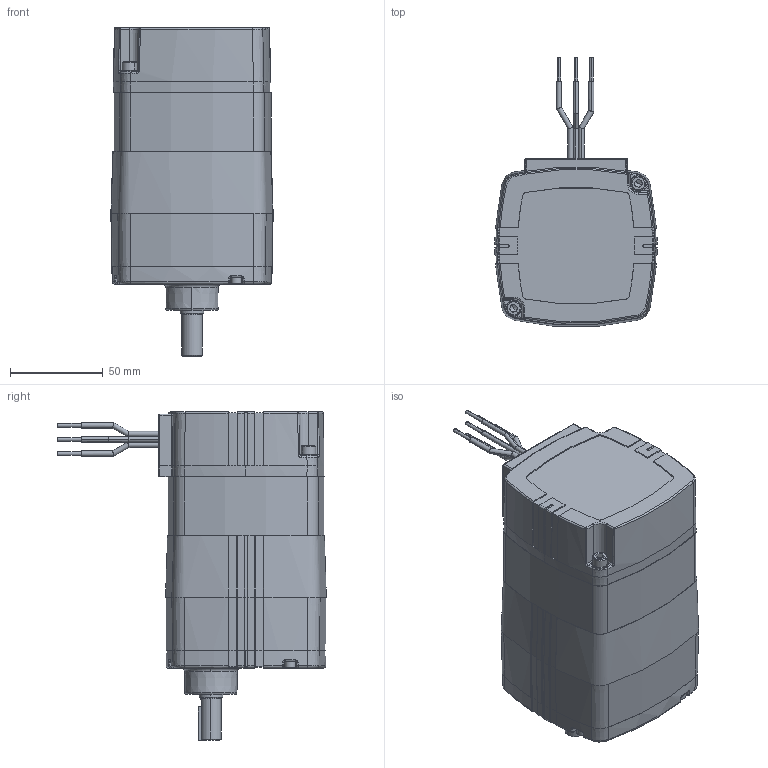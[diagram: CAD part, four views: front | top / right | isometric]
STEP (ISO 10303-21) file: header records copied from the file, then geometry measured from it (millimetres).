
FILE_DESCRIPTION (( 'STEP AP203' ), '1' );
FILE_NAME ('INFM0349.STEP', '2013-07-02T12:17:12', ( 'Admin' ), ( 'Bodine Electric Company' ), 'SwSTEP 2.0', 'SolidWorks 2012', '' );
FILE_SCHEMA (( 'CONFIG_CONTROL_DESIGN' ));
Length unit declared in the file: inch
Products named in the file (10): INFM0349; 516AA004_51600014; 118AZ007_118AZ007; 541AA015_54100154; 541aa029_54100145; 328AZ026_328AZ026; 546aa005_54600002; 238AZ009_238AZ009; 332AZ018_332AZ018; 342AZ015_342AZ015
Assembly tree (14 placements, depth 2):
  INFM0349
    342AZ015_342AZ015
    332AZ018_332AZ018
    238AZ009_238AZ009
    546aa005_54600002
    328AZ026_328AZ026
    541aa029_54100145  x4
    541AA015_54100154  x2
    118AZ007_118AZ007
    516AA004_51600014  x2
Bounding box: 87.58 x 144.97 x 177.34 mm (x, y, z)
Volume: 970023.1 mm3; surface area: 111531.5 mm2
Topology: 20 solids, 20 shells, 895 faces, 2096 edges, 1248 vertices
Faces by surface type: bspline 205, plane 205, cone 181, cylinder 170, torus 128, sphere 6
Entity records: 30695 total; most frequent: CARTESIAN_POINT 13433, ORIENTED_EDGE 3590, DIRECTION 3090, EDGE_CURVE 1795, AXIS2_PLACEMENT_3D 1330, VERTEX_POINT 1082, EDGE_LOOP 793, CIRCLE 761
